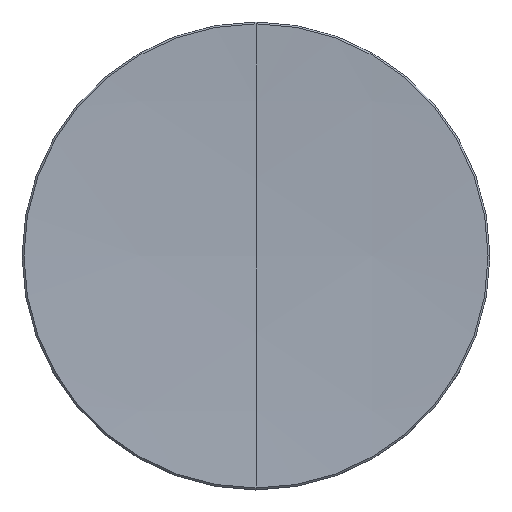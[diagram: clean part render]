
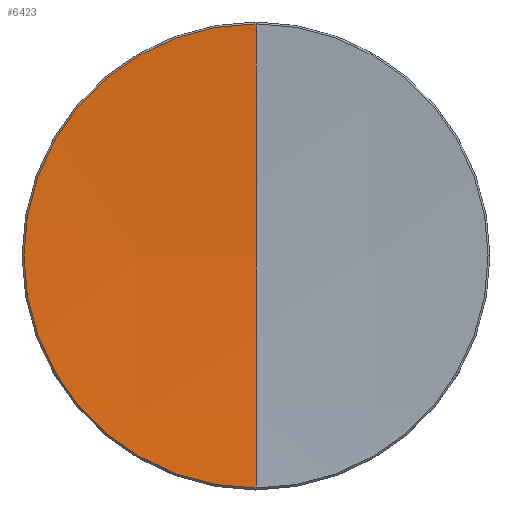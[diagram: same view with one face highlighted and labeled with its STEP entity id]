
A CAD part, top view. The second image highlights one B-rep face of the part: STEP entity #6423.
In plain terms, the highlighted spherical face has radius 400 mm.
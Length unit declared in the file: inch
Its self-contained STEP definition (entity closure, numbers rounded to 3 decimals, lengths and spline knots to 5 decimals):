
#4901 = CARTESIAN_POINT ( 'NONE',  ( 0., 0.99214, 0.20845 ) ) ;
#6378 = EDGE_CURVE ( 'NONE', #6745, #6421, #24113, .T. ) ;
#6410 = ORIENTED_EDGE ( 'NONE', *, *, #6428, .T. ) ;
#6411 = ORIENTED_EDGE ( 'NONE', *, *, #6479, .F. ) ;
#6412 = EDGE_LOOP ( 'NONE', ( #6427, #6410, #6467, #6411 ) ) ;
#6421 = VERTEX_POINT ( 'NONE', #24125 ) ;
#6423 = ADVANCED_FACE ( 'NONE', ( #24119 ), #24239, .F. ) ;
#6427 = ORIENTED_EDGE ( 'NONE', *, *, #6378, .T. ) ;
#6428 = EDGE_CURVE ( 'NONE', #6421, #6466, #24331, .T. ) ;
#6466 = VERTEX_POINT ( 'NONE', #24433 ) ;
#6467 = ORIENTED_EDGE ( 'NONE', *, *, #6473, .T. ) ;
#6468 = VERTEX_POINT ( 'NONE', #24430 ) ;
#6473 = EDGE_CURVE ( 'NONE', #6466, #6468, #24762, .T. ) ;
#6479 = EDGE_CURVE ( 'NONE', #6745, #6468, #24725, .T. ) ;
#6745 = VERTEX_POINT ( 'NONE', #4901 ) ;
#24109 = DIRECTION ( 'NONE',  ( 1., 0., 0. ) ) ;
#24110 = DIRECTION ( 'NONE',  ( 0., 0., 1. ) ) ;
#24111 = CARTESIAN_POINT ( 'NONE',  ( 0., 0., 0.20845 ) ) ;
#24112 = AXIS2_PLACEMENT_3D ( 'NONE', #24111, #24110, #24109 ) ;
#24113 = CIRCLE ( 'NONE', #24112, 0.99214 ) ;
#24119 = FACE_OUTER_BOUND ( 'NONE', #6412, .T. ) ;
#24125 = CARTESIAN_POINT ( 'NONE',  ( -0.99214, 0., 0.20845 ) ) ;
#24235 = DIRECTION ( 'NONE',  ( 0., 1., 0. ) ) ;
#24236 = DIRECTION ( 'NONE',  ( 1., 0., 0. ) ) ;
#24237 = AXIS2_PLACEMENT_3D ( 'NONE', #24238, #24236, #24235 ) ;
#24238 = CARTESIAN_POINT ( 'NONE',  ( 0., 0., 15.9252 ) ) ;
#24239 = SPHERICAL_SURFACE ( 'NONE', #24237, 15.74803 ) ;
#24331 = CIRCLE ( 'NONE', #24377, 0.99214 ) ;
#24358 = CARTESIAN_POINT ( 'NONE',  ( 0., 0., 0.20845 ) ) ;
#24376 = DIRECTION ( 'NONE',  ( 1., 0., 0. ) ) ;
#24377 = AXIS2_PLACEMENT_3D ( 'NONE', #24358, #24394, #24376 ) ;
#24394 = DIRECTION ( 'NONE',  ( 0., 0., 1. ) ) ;
#24430 = CARTESIAN_POINT ( 'NONE',  ( 0., 0., 0.17717 ) ) ;
#24433 = CARTESIAN_POINT ( 'NONE',  ( 0., -0.99214, 0.20845 ) ) ;
#24615 = AXIS2_PLACEMENT_3D ( 'NONE', #24622, #24673, #24658 ) ;
#24622 = CARTESIAN_POINT ( 'NONE',  ( 0., 0., 15.9252 ) ) ;
#24658 = DIRECTION ( 'NONE',  ( 0., 1., 0. ) ) ;
#24673 = DIRECTION ( 'NONE',  ( 1., 0., 0. ) ) ;
#24722 = DIRECTION ( 'NONE',  ( -1., 0., 0. ) ) ;
#24723 = CARTESIAN_POINT ( 'NONE',  ( 0., 0., 15.9252 ) ) ;
#24724 = AXIS2_PLACEMENT_3D ( 'NONE', #24723, #24722, #24773 ) ;
#24725 = CIRCLE ( 'NONE', #24724, 15.74803 ) ;
#24762 = CIRCLE ( 'NONE', #24615, 15.74803 ) ;
#24773 = DIRECTION ( 'NONE',  ( 0., 0., 1. ) ) ;
